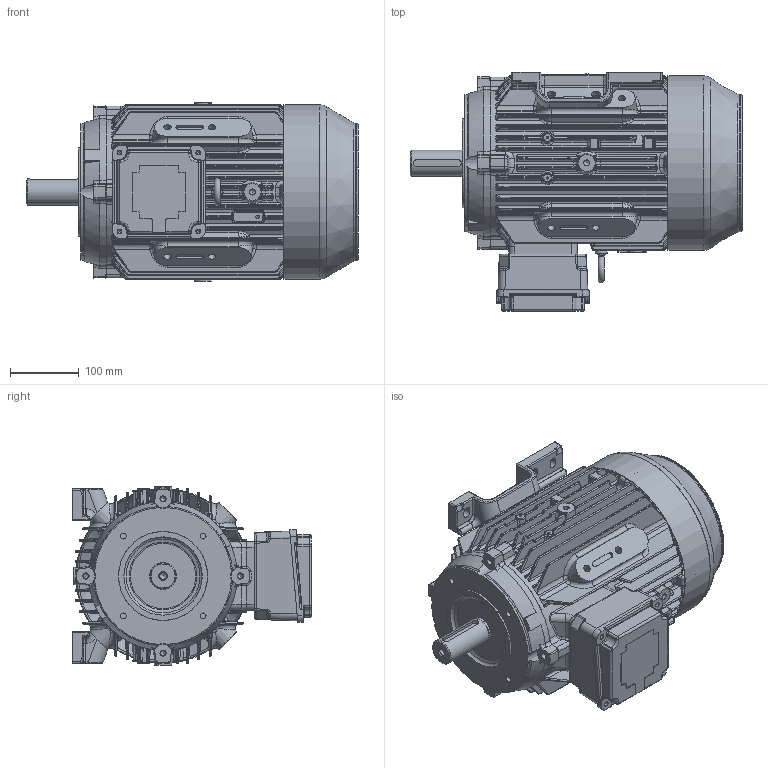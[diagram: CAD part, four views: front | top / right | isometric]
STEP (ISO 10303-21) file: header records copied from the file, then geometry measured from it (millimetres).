
FILE_DESCRIPTION( ( 'Unknown' ), '1' );
FILE_NAME( 'WP-DF132MX B34.stp', 'Unknown', ( 'Unknown' ), ( 'Unknown' ), 'PSStep 17.0.49', 'Unknown', ' ' );
FILE_SCHEMA( ( 'AUTOMOTIVE_DESIGN { 1 0 10303 214 1 1 1 1 }' ) );
Length unit declared in the file: millimetre
Products named in the file (2): 1; 2
Bounding box: 484.5 x 348.48 x 260 mm (x, y, z)
Volume: 4241279.5 mm3; surface area: 1405453.1 mm2
Topology: 2 solids, 5 shells, 3273 faces, 8013 edges, 4656 vertices
Faces by surface type: cylinder 1097, bspline 1032, plane 664, cone 182, sphere 174, torus 124
Full cylindrical faces by diameter (mm): 2.359 x2, 3.2 x4, 5.088 x5, 5.188 x8, 6.5 x4, 6.8 x1, 6.9 x4, 6.985 x8, 7 x8, 8.782 x8, 9 x4, 10 x1, 10.106 x2, 10.579 x9, 13 x4, 17 x1, 38 x1, 39 x1, 39.5 x1, 40 x1, 52 x1, 70 x1, 80 x1, 130 x1, 198 x1, 200 x1, 203.2 x1, 204 x2, 209 x3, 252.8 x1
Entity records: 249677 total; most frequent: CARTESIAN_POINT 154880, ORIENTED_EDGE 15136, DIRECTION 13287, EDGE_CURVE 7568, AXIS2_PLACEMENT_3D 5466, VERTEX_POINT 4561, EDGE_LOOP 3519, FACE_OUTER_BOUND 3377
